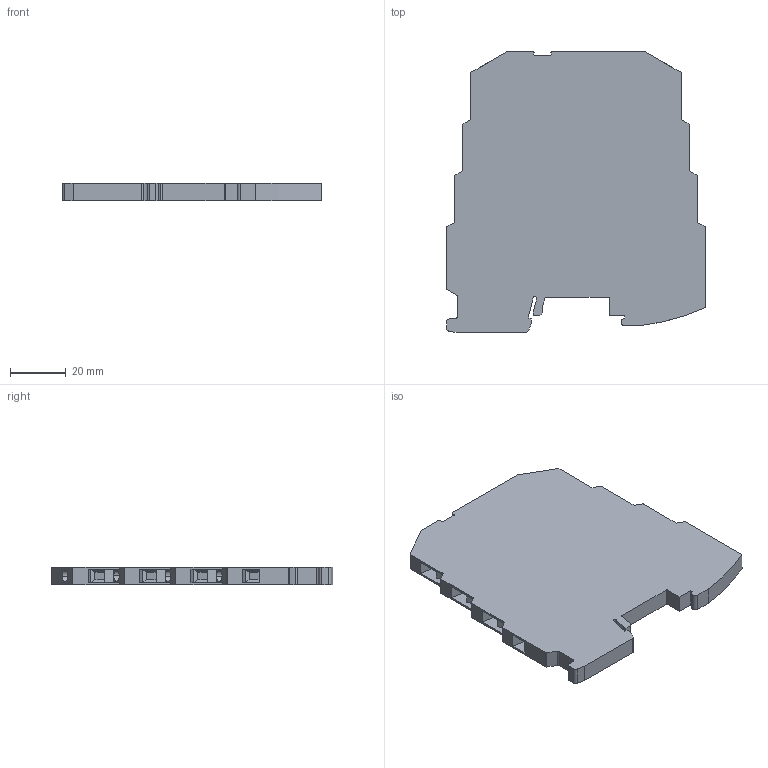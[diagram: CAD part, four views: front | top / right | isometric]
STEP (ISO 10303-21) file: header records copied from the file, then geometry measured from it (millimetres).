
FILE_DESCRIPTION(('SolidDesigner STEP Export'),'2;1');
FILE_NAME('2864655_MINI_MCR_SL_2CP_I_I-select.stp','2010-08-02T15:30:19',(''),(''),'CoCreate Modeling STEP processor for AP214 (Solid Model)','CoCreate Modeling 16.00A 16-Aug-2008 (C) Parametric Technology GmbH','');
FILE_SCHEMA(('AUTOMOTIVE_DESIGN { 1 0 10303 214 1 1 1 1 }'));
Length unit declared in the file: millimetre
Products named in the file (2): 2864655_MINI_MCR_SL_2CP_I_I-select
Assembly tree (1 placements, depth 2):
  2864655_MINI_MCR_SL_2CP_I_I-select
    2864655_MINI_MCR_SL_2CP_I_I-select
Bounding box: 93.1 x 101.2 x 6.3 mm (x, y, z)
Volume: 48537.3 mm3; surface area: 19885.8 mm2
Topology: 1 solids, 1 shells, 174 faces, 492 edges, 324 vertices
Faces by surface type: plane 126, cylinder 48
Entity records: 6546 total; most frequent: ORIENTED_EDGE 984, CARTESIAN_POINT 935, DIRECTION 832, EDGE_CURVE 492, VECTOR 390, LINE 390, VERTEX_POINT 324, AXIS2_PLACEMENT_3D 221
